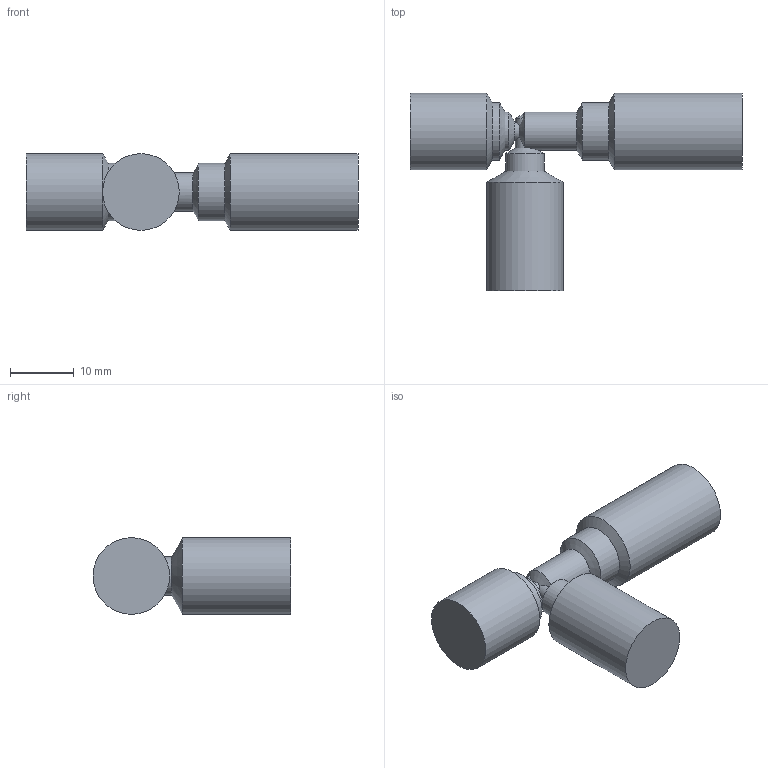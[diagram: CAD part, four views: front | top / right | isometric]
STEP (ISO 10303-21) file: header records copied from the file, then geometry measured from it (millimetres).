
FILE_DESCRIPTION(/* description */ (''),/* implementation_level */ '2;1');
FILE_NAME(/* name */ 'final.stp',/* time_stamp */ '2024-12-24T20:47:43+08:00',/* author */ ('詹耀賢'),/* organization */ (''),/* preprocessor_version */ 'ST-DEVELOPER v19.2',/* originating_system */ 'Autodesk Inventor 2024',/* authorisation */ '');
FILE_SCHEMA (('AUTOMOTIVE_DESIGN { 1 0 10303 214 3 1 1 }'));
Length unit declared in the file: millimetre
Products named in the file (1): 零件1
Bounding box: 52 x 31 x 12 mm (x, y, z)
Volume: 6597.2 mm3; surface area: 2921 mm2
Topology: 1 solids, 1 shells, 23 faces, 49 edges, 28 vertices
Faces by surface type: cylinder 11, cone 9, plane 3
Full cylindrical faces by diameter (mm): 3 x1, 6 x3, 9 x2, 12 x3
Entity records: 701 total; most frequent: CARTESIAN_POINT 150, DIRECTION 120, ORIENTED_EDGE 98, AXIS2_PLACEMENT_3D 52, EDGE_CURVE 49, VERTEX_POINT 28, FACE_OUTER_BOUND 23, EDGE_LOOP 23
